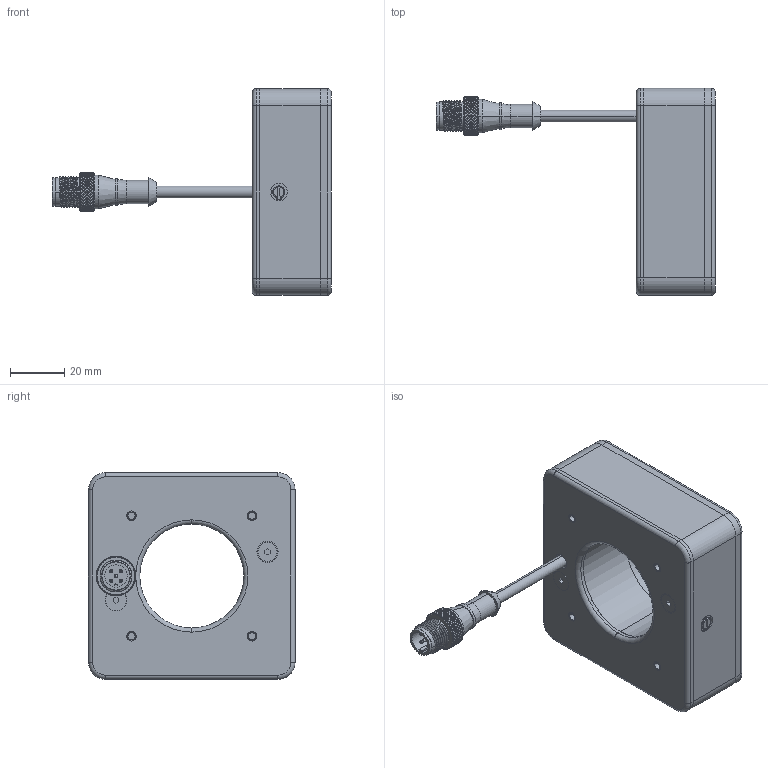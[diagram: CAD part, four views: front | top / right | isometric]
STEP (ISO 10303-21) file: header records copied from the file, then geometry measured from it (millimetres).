
FILE_DESCRIPTION((''),'2;1');
FILE_NAME('144928_ASM','2019-01-10T07:32:31',('pdmadmin'),('BANNER ENGINEERING'),'CREO PARAMETRIC BY PTC INC, 2018300','CREO PARAMETRIC BY PTC INC, 2018300','');
FILE_SCHEMA(('CONFIG_CONTROL_DESIGN'));
Length unit declared in the file: inch
Products named in the file (17): 131480; 131481; 131635; 134650; 131477; 6X1_2_HEX_BHCS; 6X1_2_HEX_FHCS; 133396; 133394; 141342; 133399_ASM; 133273; 122361; CABLE_432_5COND_132268_AF0; 132268_AF0_ASM; 127798; 144928_ASM
Assembly tree (21 placements, depth 4):
  144928_ASM
    131480
    131481
    131635
    134650
    131477
    6X1_2_HEX_BHCS  x2
    6X1_2_HEX_FHCS  x2
    132268_AF0_ASM
      133399_ASM
        133396
        133394  x4
        141342
      133273
      122361
      CABLE_432_5COND_132268_AF0
    127798
Bounding box: 102.91 x 76.38 x 76.2 mm (x, y, z)
Volume: 74294.6 mm3; surface area: 54673.7 mm2
Topology: 19 solids, 23 shells, 2467 faces, 5566 edges, 3176 vertices
Faces by surface type: bspline 1308, cylinder 713, plane 344, cone 72, torus 18, sphere 10, revolution 2
Entity records: 109008 total; most frequent: CARTESIAN_POINT 66629, ORIENTED_EDGE 10708, EDGE_CURVE 5362, DIRECTION 4872, B_SPLINE_CURVE_WITH_KNOTS 3512, VERTEX_POINT 3066, EDGE_LOOP 2470, FACE_OUTER_BOUND 2375
